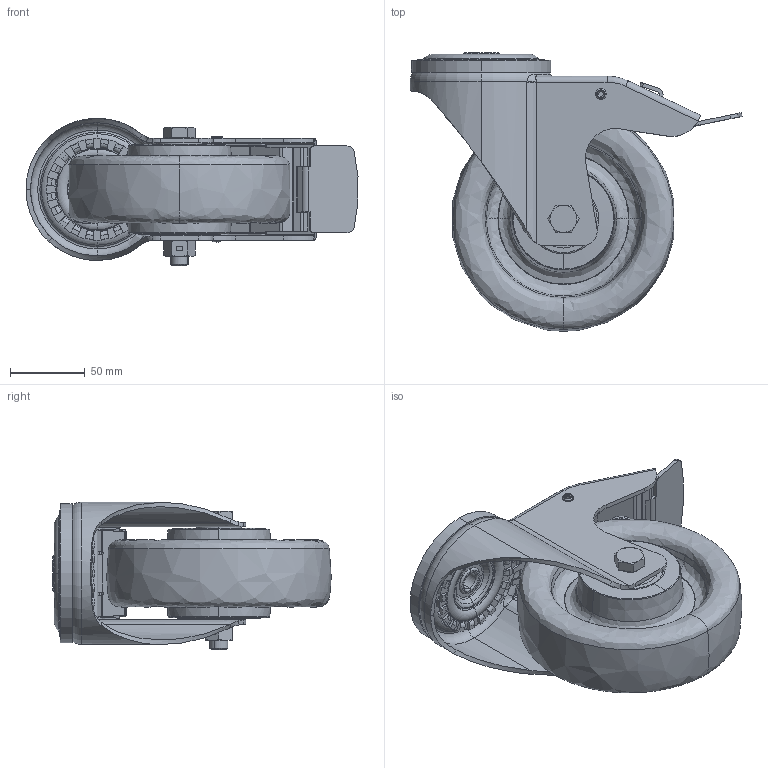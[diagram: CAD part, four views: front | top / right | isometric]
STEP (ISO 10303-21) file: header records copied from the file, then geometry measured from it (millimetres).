
FILE_DESCRIPTION (( 'STEP AP214' ), '1' );
FILE_NAME ('0055869.step', '2023-09-26T10:39:46', ( '' ), ( '' ), 'SwSTEP 2.0', 'SolidWorks 2020', '' );
FILE_SCHEMA (( 'AUTOMOTIVE_DESIGN' ));
Length unit declared in the file: millimetre
Products named in the file (1): 0055869
Bounding box: 221.77 x 185.97 x 98.5 mm (x, y, z)
Volume: 814670.3 mm3; surface area: 303018.8 mm2
Topology: 29 solids, 30 shells, 1332 faces, 3308 edges, 2038 vertices
Faces by surface type: plane 483, cylinder 350, torus 217, cone 129, bspline 115, sphere 38
Entity records: 65105 total; most frequent: CARTESIAN_POINT 18960, DIRECTION 6672, ORIENTED_EDGE 6520, EDGE_CURVE 3260, AXIS2_PLACEMENT_3D 2686, VERTEX_POINT 2014, CIRCLE 1468, EDGE_LOOP 1416
